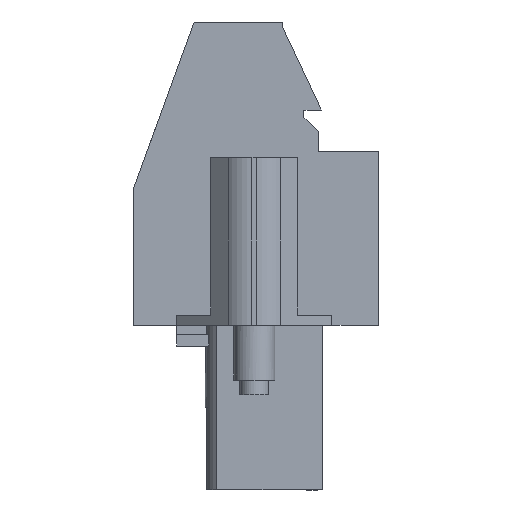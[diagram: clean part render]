
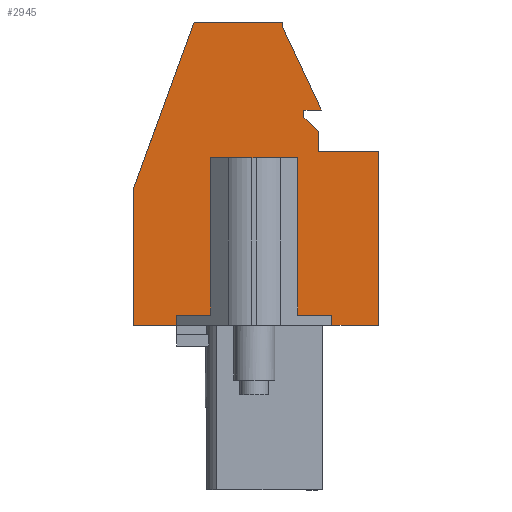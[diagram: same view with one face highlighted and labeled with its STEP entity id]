
A CAD part, left-side view. The second image highlights one B-rep face of the part: STEP entity #2945.
In plain terms, the highlighted planar face has unit normal (-1, 0, 0).
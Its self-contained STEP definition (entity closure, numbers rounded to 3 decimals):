
#1191=AXIS2_PLACEMENT_3D('Plane Axis2P3D',#1188,#1189,#1190) ;
#107=CARTESIAN_POINT('Line Origine',(3.47,1.125,7.95)) ;
#111=CARTESIAN_POINT('Vertex',(3.47,2.25,7.95)) ;
#113=CARTESIAN_POINT('Vertex',(3.47,0.,7.95)) ;
#162=CARTESIAN_POINT('Vertex',(3.47,9.75,7.95)) ;
#165=CARTESIAN_POINT('Line Origine',(3.47,10.79,7.95)) ;
#169=CARTESIAN_POINT('Vertex',(3.47,11.83,7.95)) ;
#1188=CARTESIAN_POINT('Axis2P3D Location',(3.47,12.132,0.)) ;
#2833=CARTESIAN_POINT('Line Origine',(3.47,0.,12.15)) ;
#2837=CARTESIAN_POINT('Vertex',(3.47,0.,16.35)) ;
#2840=CARTESIAN_POINT('Line Origine',(3.47,1.45,16.35)) ;
#2844=CARTESIAN_POINT('Vertex',(3.47,2.9,16.35)) ;
#2847=CARTESIAN_POINT('Line Origine',(3.47,2.9,16.825)) ;
#2851=CARTESIAN_POINT('Vertex',(3.47,2.9,17.3)) ;
#2854=CARTESIAN_POINT('Line Origine',(3.47,3.25,17.65)) ;
#2858=CARTESIAN_POINT('Vertex',(3.47,3.6,18.)) ;
#2861=CARTESIAN_POINT('Line Origine',(3.47,3.6,18.175)) ;
#2865=CARTESIAN_POINT('Vertex',(3.47,3.6,18.35)) ;
#2868=CARTESIAN_POINT('Line Origine',(3.47,3.18,18.35)) ;
#2872=CARTESIAN_POINT('Vertex',(3.47,2.76,18.35)) ;
#2875=CARTESIAN_POINT('Line Origine',(3.47,3.704,20.375)) ;
#2879=CARTESIAN_POINT('Vertex',(3.47,4.649,22.4)) ;
#2882=CARTESIAN_POINT('Line Origine',(3.47,4.649,22.5)) ;
#2886=CARTESIAN_POINT('Vertex',(3.47,4.649,22.6)) ;
#2889=CARTESIAN_POINT('Line Origine',(3.47,6.778,22.6)) ;
#2893=CARTESIAN_POINT('Vertex',(3.47,8.908,22.6)) ;
#2896=CARTESIAN_POINT('Line Origine',(3.47,10.369,18.586)) ;
#2900=CARTESIAN_POINT('Vertex',(3.47,11.83,14.572)) ;
#2903=CARTESIAN_POINT('Line Origine',(3.47,11.83,11.261)) ;
#2908=CARTESIAN_POINT('Line Origine',(3.47,9.75,8.2)) ;
#2912=CARTESIAN_POINT('Vertex',(3.47,9.75,8.45)) ;
#2915=CARTESIAN_POINT('Line Origine',(3.47,6.,8.45)) ;
#2919=CARTESIAN_POINT('Vertex',(3.47,2.25,8.45)) ;
#2922=CARTESIAN_POINT('Line Origine',(3.47,2.25,8.2)) ;
#108=DIRECTION('Vector Direction',(0.,1.,0.)) ;
#166=DIRECTION('Vector Direction',(0.,-1.,0.)) ;
#1189=DIRECTION('Axis2P3D Direction',(-1.,0.,0.)) ;
#1190=DIRECTION('Axis2P3D XDirection',(0.,-1.,0.)) ;
#2834=DIRECTION('Vector Direction',(0.,0.,1.)) ;
#2841=DIRECTION('Vector Direction',(0.,1.,0.)) ;
#2848=DIRECTION('Vector Direction',(0.,0.,1.)) ;
#2855=DIRECTION('Vector Direction',(0.,0.707,0.707)) ;
#2862=DIRECTION('Vector Direction',(0.,0.,1.)) ;
#2869=DIRECTION('Vector Direction',(0.,-1.,0.)) ;
#2876=DIRECTION('Vector Direction',(0.,0.423,0.906)) ;
#2883=DIRECTION('Vector Direction',(0.,0.,1.)) ;
#2890=DIRECTION('Vector Direction',(0.,1.,0.)) ;
#2897=DIRECTION('Vector Direction',(0.,0.342,-0.94)) ;
#2904=DIRECTION('Vector Direction',(0.,0.,1.)) ;
#2909=DIRECTION('Vector Direction',(0.,0.,1.)) ;
#2916=DIRECTION('Vector Direction',(0.,1.,0.)) ;
#2923=DIRECTION('Vector Direction',(0.,0.,1.)) ;
#109=VECTOR('Line Direction',#108,1.) ;
#167=VECTOR('Line Direction',#166,1.) ;
#2835=VECTOR('Line Direction',#2834,1.) ;
#2842=VECTOR('Line Direction',#2841,1.) ;
#2849=VECTOR('Line Direction',#2848,1.) ;
#2856=VECTOR('Line Direction',#2855,1.) ;
#2863=VECTOR('Line Direction',#2862,1.) ;
#2870=VECTOR('Line Direction',#2869,1.) ;
#2877=VECTOR('Line Direction',#2876,1.) ;
#2884=VECTOR('Line Direction',#2883,1.) ;
#2891=VECTOR('Line Direction',#2890,1.) ;
#2898=VECTOR('Line Direction',#2897,1.) ;
#2905=VECTOR('Line Direction',#2904,1.) ;
#2910=VECTOR('Line Direction',#2909,1.) ;
#2917=VECTOR('Line Direction',#2916,1.) ;
#2924=VECTOR('Line Direction',#2923,1.) ;
#2928=ORIENTED_EDGE('',*,*,#115,.T.) ;
#2929=ORIENTED_EDGE('',*,*,#2839,.T.) ;
#2930=ORIENTED_EDGE('',*,*,#2846,.T.) ;
#2931=ORIENTED_EDGE('',*,*,#2853,.T.) ;
#2932=ORIENTED_EDGE('',*,*,#2860,.T.) ;
#2933=ORIENTED_EDGE('',*,*,#2867,.T.) ;
#2934=ORIENTED_EDGE('',*,*,#2874,.T.) ;
#2935=ORIENTED_EDGE('',*,*,#2881,.T.) ;
#2936=ORIENTED_EDGE('',*,*,#2888,.T.) ;
#2937=ORIENTED_EDGE('',*,*,#2895,.T.) ;
#2938=ORIENTED_EDGE('',*,*,#2902,.T.) ;
#2939=ORIENTED_EDGE('',*,*,#2907,.T.) ;
#2940=ORIENTED_EDGE('',*,*,#171,.F.) ;
#2941=ORIENTED_EDGE('',*,*,#2914,.T.) ;
#2942=ORIENTED_EDGE('',*,*,#2921,.F.) ;
#2943=ORIENTED_EDGE('',*,*,#2926,.F.) ;
#2945=ADVANCED_FACE('HOUSING',(#2944),#1192,.T.) ;
#115=EDGE_CURVE('',#112,#114,#110,.F.) ;
#171=EDGE_CURVE('',#163,#170,#168,.F.) ;
#2839=EDGE_CURVE('',#114,#2838,#2836,.T.) ;
#2846=EDGE_CURVE('',#2838,#2845,#2843,.T.) ;
#2853=EDGE_CURVE('',#2845,#2852,#2850,.T.) ;
#2860=EDGE_CURVE('',#2852,#2859,#2857,.T.) ;
#2867=EDGE_CURVE('',#2859,#2866,#2864,.T.) ;
#2874=EDGE_CURVE('',#2866,#2873,#2871,.T.) ;
#2881=EDGE_CURVE('',#2873,#2880,#2878,.T.) ;
#2888=EDGE_CURVE('',#2880,#2887,#2885,.T.) ;
#2895=EDGE_CURVE('',#2887,#2894,#2892,.T.) ;
#2902=EDGE_CURVE('',#2894,#2901,#2899,.T.) ;
#2907=EDGE_CURVE('',#2901,#170,#2906,.F.) ;
#2914=EDGE_CURVE('',#163,#2913,#2911,.T.) ;
#2921=EDGE_CURVE('',#2920,#2913,#2918,.T.) ;
#2926=EDGE_CURVE('',#112,#2920,#2925,.T.) ;
#2927=EDGE_LOOP('',(#2928,#2929,#2930,#2931,#2932,#2933,#2934,#2935,#2936,#2937,#2938,#2939,#2940,#2941,#2942,#2943)) ;
#2944=FACE_OUTER_BOUND('',#2927,.T.) ;
#110=LINE('Line',#107,#109) ;
#168=LINE('Line',#165,#167) ;
#2836=LINE('Line',#2833,#2835) ;
#2843=LINE('Line',#2840,#2842) ;
#2850=LINE('Line',#2847,#2849) ;
#2857=LINE('Line',#2854,#2856) ;
#2864=LINE('Line',#2861,#2863) ;
#2871=LINE('Line',#2868,#2870) ;
#2878=LINE('Line',#2875,#2877) ;
#2885=LINE('Line',#2882,#2884) ;
#2892=LINE('Line',#2889,#2891) ;
#2899=LINE('Line',#2896,#2898) ;
#2906=LINE('Line',#2903,#2905) ;
#2911=LINE('Line',#2908,#2910) ;
#2918=LINE('Line',#2915,#2917) ;
#2925=LINE('Line',#2922,#2924) ;
#1192=PLANE('',#1191) ;
#112=VERTEX_POINT('',#111) ;
#114=VERTEX_POINT('',#113) ;
#163=VERTEX_POINT('',#162) ;
#170=VERTEX_POINT('',#169) ;
#2838=VERTEX_POINT('',#2837) ;
#2845=VERTEX_POINT('',#2844) ;
#2852=VERTEX_POINT('',#2851) ;
#2859=VERTEX_POINT('',#2858) ;
#2866=VERTEX_POINT('',#2865) ;
#2873=VERTEX_POINT('',#2872) ;
#2880=VERTEX_POINT('',#2879) ;
#2887=VERTEX_POINT('',#2886) ;
#2894=VERTEX_POINT('',#2893) ;
#2901=VERTEX_POINT('',#2900) ;
#2913=VERTEX_POINT('',#2912) ;
#2920=VERTEX_POINT('',#2919) ;
